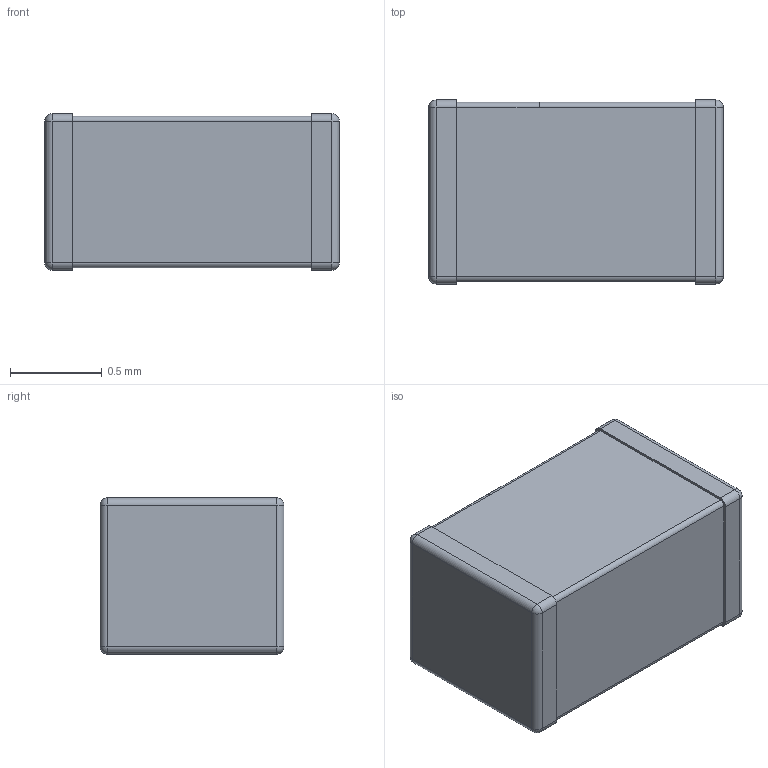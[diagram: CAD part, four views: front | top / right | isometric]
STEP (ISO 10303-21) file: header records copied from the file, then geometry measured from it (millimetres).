
FILE_DESCRIPTION (( 'STEP AP214' ), '1' );
FILE_NAME ('TACL105K016XTA.STEP', '2021-08-25T04:33:46', ( '' ), ( '' ), 'SwSTEP 2.0', 'SolidWorks 2017', '' );
FILE_SCHEMA (( 'AUTOMOTIVE_DESIGN' ));
Length unit declared in the file: millimetre
Products named in the file (1): TACL105K016XTA
Bounding box: 1.6 x 1 x 0.85 mm (x, y, z)
Volume: 1.3 mm3; surface area: 11.4 mm2
Topology: 4 solids, 4 shells, 54 faces, 120 edges, 66 vertices
Faces by surface type: plane 24, cylinder 22, sphere 8
Entity records: 1473 total; most frequent: DIRECTION 266, CARTESIAN_POINT 233, ORIENTED_EDGE 224, EDGE_CURVE 112, AXIS2_PLACEMENT_3D 99, LINE 68, VECTOR 68, VERTEX_POINT 66
